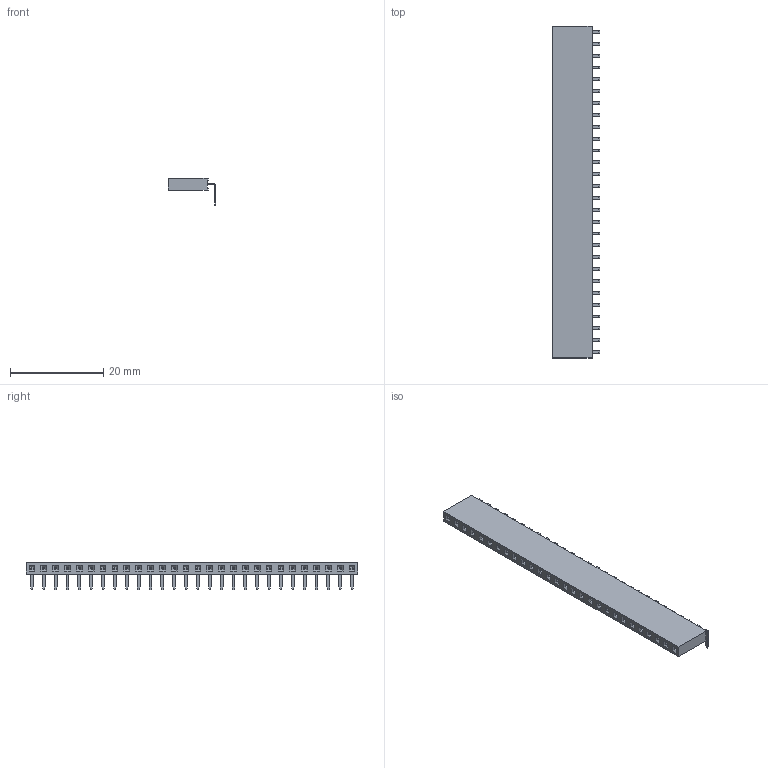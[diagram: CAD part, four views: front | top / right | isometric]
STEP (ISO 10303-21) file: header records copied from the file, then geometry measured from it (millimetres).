
FILE_DESCRIPTION(/* description */ ('model of PinSocket_1x28_P2.54mm_Horizontal'),/* implementation_level */ '2;1');
FILE_NAME(/* name */ 'PinSocket_1x28_P2.54mm_Horizontal.step',/* time_stamp */ '2017-11-27T05:19:08',/* author */ ('Terje Io','https://github.com/terjeio'),/* organization */ ('FreeCAD'),/* preprocessor_version */ 'OCC',/* originating_system */ 'kicad StepUp',/* authorisation */ '');
FILE_SCHEMA(('AUTOMOTIVE_DESIGN_CC2 { 1 2 10303 214 -1 1 5 4 }'));
Length unit declared in the file: millimetre
Products named in the file (1): PinSocket_1x28_P254mm_Horizontal
Bounding box: 10.13 x 71.12 x 5.84 mm (x, y, z)
Volume: 1457.4 mm3; surface area: 2459.9 mm2
Topology: 1 solids, 1 shells, 990 faces, 2600 edges, 1696 vertices
Faces by surface type: plane 934, cylinder 56
Entity records: 36743 total; most frequent: CARTESIAN_POINT 5287, ORIENTED_EDGE 5200, DIRECTION 4694, EDGE_CURVE 2600, LINE 2488, VECTOR 2488, VERTEX_POINT 1696, AXIS2_PLACEMENT_3D 1103
